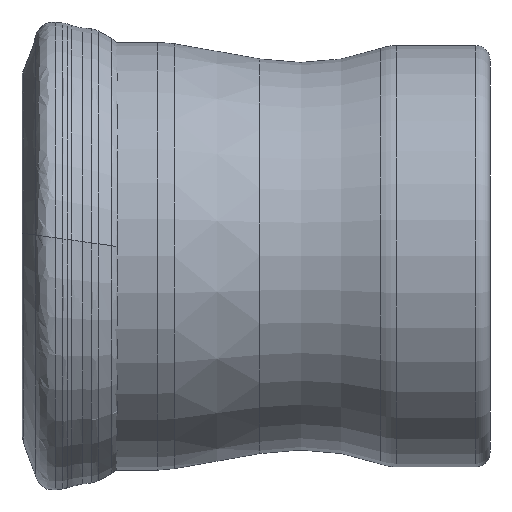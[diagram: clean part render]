
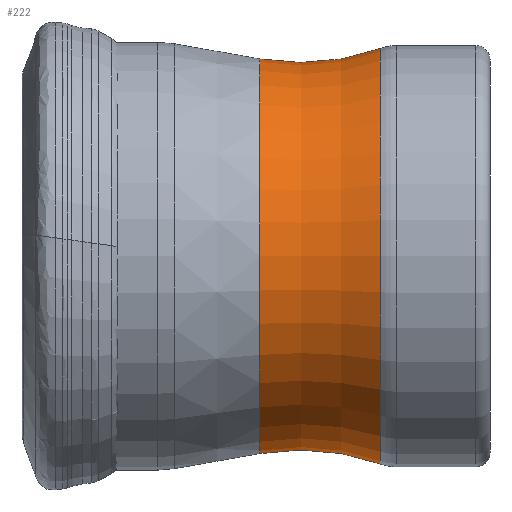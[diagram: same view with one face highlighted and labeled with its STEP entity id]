
A CAD part, front view. The second image highlights one B-rep face of the part: STEP entity #222.
In plain terms, the highlighted toroidal (fillet/blend) face has major radius 45.7 mm and minor radius 25 mm.
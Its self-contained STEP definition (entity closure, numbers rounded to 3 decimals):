
#38=TOROIDAL_SURFACE('',#1139,45.7,25.);
#65=FACE_BOUND('',#430,.T.);
#66=FACE_BOUND('',#431,.T.);
#222=ADVANCED_FACE('',(#65,#66),#38,.F.);
#430=EDGE_LOOP('',(#700));
#431=EDGE_LOOP('',(#701));
#700=ORIENTED_EDGE('',*,*,#914,.F.);
#701=ORIENTED_EDGE('',*,*,#915,.T.);
#779=VERTEX_POINT('',#2702);
#780=VERTEX_POINT('',#2705);
#914=EDGE_CURVE('',#779,#779,#1019,.T.);
#915=EDGE_CURVE('',#780,#780,#1020,.T.);
#1019=CIRCLE('',#1136,21.08);
#1020=CIRCLE('',#1138,22.2);
#1136=AXIS2_PLACEMENT_3D('',#2701,#1395,#1396);
#1138=AXIS2_PLACEMENT_3D('',#2704,#1399,#1400);
#1139=AXIS2_PLACEMENT_3D('',#2706,#1401,#1402);
#1395=DIRECTION('',(-1.,0.,0.));
#1396=DIRECTION('',(0.,0.,1.));
#1399=DIRECTION('',(-1.,0.,0.));
#1400=DIRECTION('',(0.,0.,1.));
#1401=DIRECTION('',(-1.,0.,0.));
#1402=DIRECTION('',(0.,0.,1.));
#2701=CARTESIAN_POINT('',(25.424,0.,0.));
#2702=CARTESIAN_POINT('',(25.424,0.,21.08));
#2704=CARTESIAN_POINT('',(38.294,0.,0.));
#2705=CARTESIAN_POINT('',(38.294,0.,22.2));
#2706=CARTESIAN_POINT('',(29.765,0.,0.));
